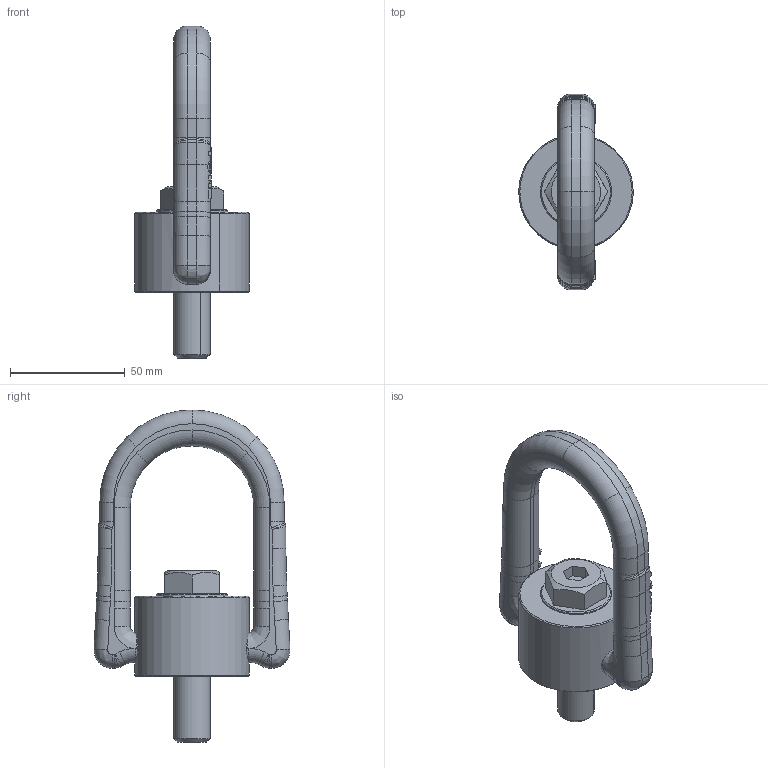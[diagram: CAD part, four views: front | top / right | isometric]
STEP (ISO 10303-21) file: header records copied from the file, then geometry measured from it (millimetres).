
FILE_DESCRIPTION(('CATIA V5 STEP Exchange'),'2;1');
FILE_NAME('8-232-020.stp','2017-06-16T07:51:39+00:00',('none'),('none'),'CATIA Version 5 Release 21 GA (IN-10)','CATIA V5 STEP AP203','none');
FILE_SCHEMA(('CONFIG_CONTROL_DESIGN'));
Length unit declared in the file: millimetre
Products named in the file (1): 8-232-020
Bounding box: 49.99 x 85.53 x 144.89 mm (x, y, z)
Volume: 129328.5 mm3; surface area: 24148 mm2
Topology: 1 solids, 1 shells, 324 faces, 868 edges, 547 vertices
Faces by surface type: plane 163, cylinder 84, torus 41, bspline 12, cone 10, revolution 8, extrusion 6
Entity records: 11682 total; most frequent: CARTESIAN_POINT 4267, ORIENTED_EDGE 1728, DIRECTION 1171, EDGE_CURVE 864, VERTEX_POINT 547, AXIS2_PLACEMENT_3D 454, VECTOR 446, LINE 440
